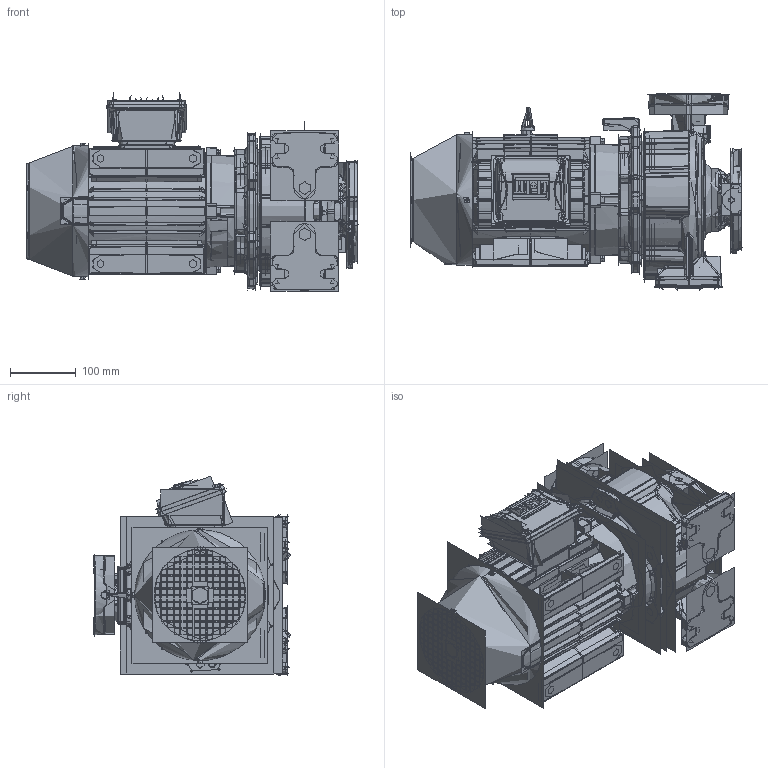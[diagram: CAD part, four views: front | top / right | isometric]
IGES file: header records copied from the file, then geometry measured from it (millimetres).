
Start section:  PTC IGES file: fit-050-032-160_f_5cv_trif_2p_asm.igs
Global section: file name: fit-050-032-160_f_5cv_trif_2p_asm.igs; native system: Creo Parametric by PTC Inc.; preprocessor: 2019224; author: pilzb01; organization: Unknown; date: 20201005.144929; units: millimetre
Bounding box: 503.49 x 299.79 x 302.77 mm (x, y, z)
Volume: 12173284.2 mm3; surface area: 6740170.8 mm2
Topology: 5 solids, 20 shells, 11577 faces, 56004 edges, 68127 vertices
Faces by surface type: bspline 9303, revolution 2268, extrusion 6
